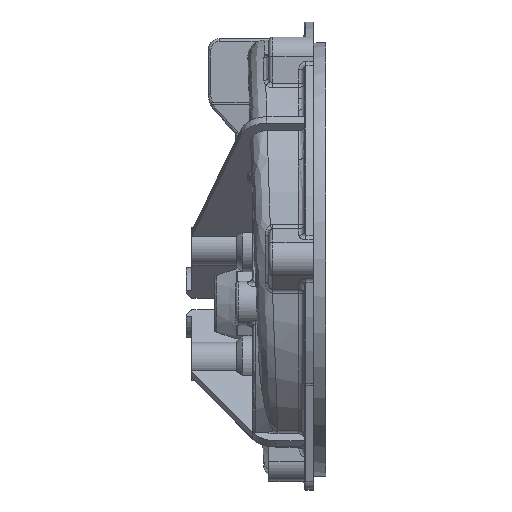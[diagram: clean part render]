
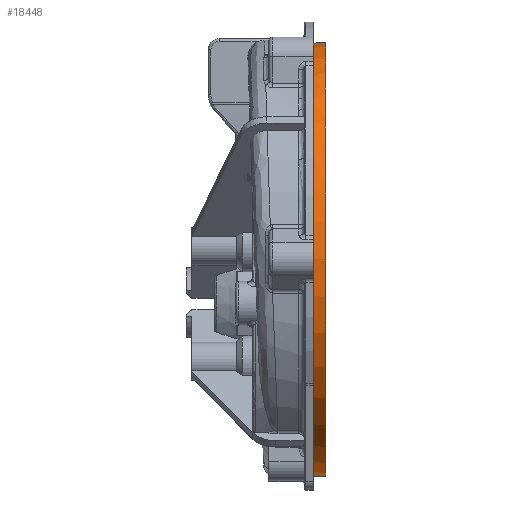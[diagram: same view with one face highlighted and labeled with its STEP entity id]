
A CAD part, top view. The second image highlights one B-rep face of the part: STEP entity #18448.
In plain terms, the highlighted cylindrical face has radius 123.507 mm (diameter 247.015 mm), a full revolution.
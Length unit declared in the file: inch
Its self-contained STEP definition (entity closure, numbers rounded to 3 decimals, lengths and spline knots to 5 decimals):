
#1808=CYLINDRICAL_SURFACE('',#20010,4.8625);
#2718=FACE_OUTER_BOUND('',#3820,.T.);
#3820=EDGE_LOOP('',(#16444,#16445,#16446,#16447,#16448));
#4771=CIRCLE('',#19503,4.8625);
#4772=CIRCLE('',#19504,4.8625);
#4877=CIRCLE('',#19707,4.8625);
#5930=LINE('',#39202,#6871);
#6871=VECTOR('',#23585,4.8625);
#8202=VERTEX_POINT('',#35270);
#8203=VERTEX_POINT('',#35271);
#8401=VERTEX_POINT('',#36428);
#10581=EDGE_CURVE('',#8202,#8203,#4771,.T.);
#10582=EDGE_CURVE('',#8203,#8202,#4772,.T.);
#10885=EDGE_CURVE('',#8401,#8401,#4877,.T.);
#11242=EDGE_CURVE('',#8203,#8401,#5930,.T.);
#16444=ORIENTED_EDGE('',*,*,#10581,.T.);
#16445=ORIENTED_EDGE('',*,*,#11242,.T.);
#16446=ORIENTED_EDGE('',*,*,#10885,.F.);
#16447=ORIENTED_EDGE('',*,*,#11242,.F.);
#16448=ORIENTED_EDGE('',*,*,#10582,.T.);
#18448=ADVANCED_FACE('',(#2718),#1808,.T.);
#19503=AXIS2_PLACEMENT_3D('',#35272,#22311,#22312);
#19504=AXIS2_PLACEMENT_3D('',#35273,#22313,#22314);
#19707=AXIS2_PLACEMENT_3D('',#36429,#22845,#22846);
#20010=AXIS2_PLACEMENT_3D('',#39201,#23583,#23584);
#22311=DIRECTION('center_axis',(-1.,0.,0.));
#22312=DIRECTION('ref_axis',(0.,0.,1.));
#22313=DIRECTION('center_axis',(-1.,0.,0.));
#22314=DIRECTION('ref_axis',(0.,0.,1.));
#22845=DIRECTION('center_axis',(-1.,0.,0.));
#22846=DIRECTION('ref_axis',(0.,0.,1.));
#23583=DIRECTION('center_axis',(1.,0.,0.));
#23584=DIRECTION('ref_axis',(0.,0.,1.));
#23585=DIRECTION('',(-1.,0.,0.));
#35270=CARTESIAN_POINT('',(-1.007,-1.5,4.1706));
#35271=CARTESIAN_POINT('',(-1.007,1.,-4.8625));
#35272=CARTESIAN_POINT('Origin',(-1.007,1.,0.));
#35273=CARTESIAN_POINT('Origin',(-1.007,1.,0.));
#36428=CARTESIAN_POINT('',(-1.282,1.,-4.8625));
#36429=CARTESIAN_POINT('Origin',(-1.282,1.,0.));
#39201=CARTESIAN_POINT('Origin',(-1.282,1.,0.));
#39202=CARTESIAN_POINT('',(-1.282,1.,-4.8625));
